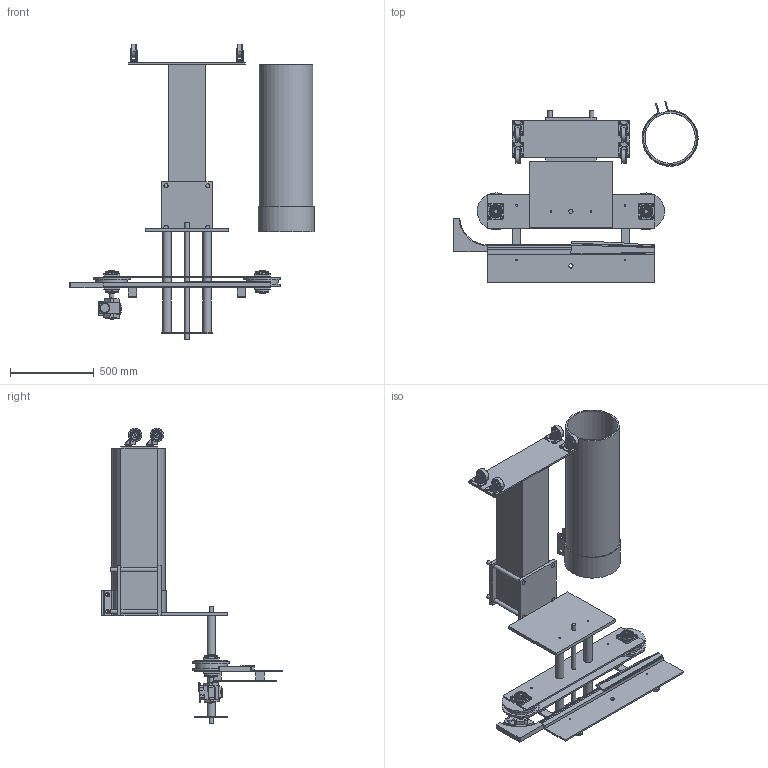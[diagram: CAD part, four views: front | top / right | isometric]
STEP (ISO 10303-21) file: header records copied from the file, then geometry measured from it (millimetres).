
FILE_DESCRIPTION(('FreeCAD Model'),'2;1');
FILE_NAME('Open CASCADE Shape Model','2025-05-07T18:03:41',('FreeCAD'),( 'FreeCAD'),'Open CASCADE STEP processor 7.6','FreeCAD','Unknown');
FILE_SCHEMA(('AUTOMOTIVE_DESIGN { 1 0 10303 214 1 1 1 1 }'));
Length unit declared in the file: millimetre
Products named in the file (1): Open CASCADE STEP translator 7.6 1
Bounding box: 1460.56 x 1083.78 x 1766 mm (x, y, z)
Volume: 46561680.7 mm3; surface area: 8193683.6 mm2
Topology: 42 solids, 50 shells, 1453 faces, 3556 edges, 2345 vertices
Faces by surface type: plane 663, cylinder 404, torus 211, cone 108, bspline 67
Full cylindrical faces by diameter (mm): 0.85 x16, 4.918 x4, 5 x7, 6 x16, 7.403 x8, 7.5 x8, 8 x3, 10 x17, 12 x16, 14 x2, 25 x32, 34 x16, 35 x2, 46.021 x8, 50 x6, 52 x5, 60 x4, 70 x4, 80 x1, 120 x1, 190 x2, 220 x4, 300 x1, 320 x1
Entity records: 49445 total; most frequent: CARTESIAN_POINT 14397, DIRECTION 7408, ORIENTED_EDGE 7112, EDGE_CURVE 3556, AXIS2_PLACEMENT_3D 2946, VERTEX_POINT 2345, FACE_BOUND 1807, EDGE_LOOP 1807
